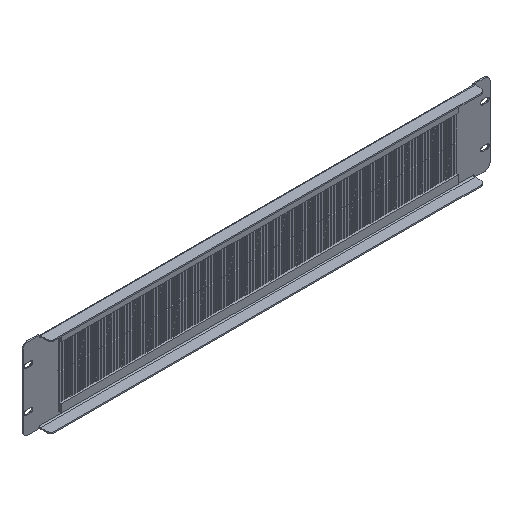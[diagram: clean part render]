
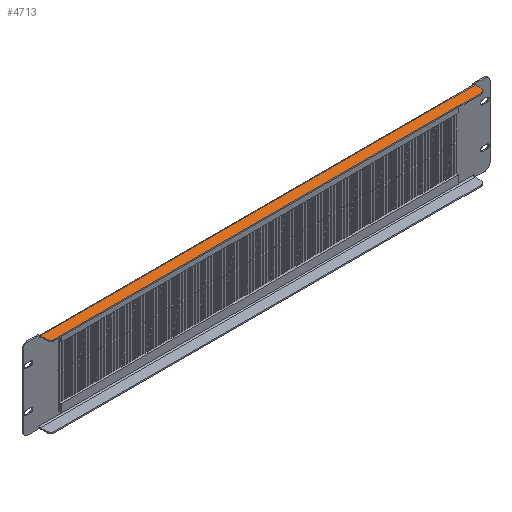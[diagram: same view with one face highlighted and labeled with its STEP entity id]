
A CAD part, isometric view. The second image highlights one B-rep face of the part: STEP entity #4713.
In plain terms, the highlighted planar face has unit normal (0, 0, 1).
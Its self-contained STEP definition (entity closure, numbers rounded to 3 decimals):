
#743 = AXIS2_PLACEMENT_3D ( 'NONE', #11113, #8816, #20443 ) ;
#758 = VECTOR ( 'NONE', #25428, 1000. ) ;
#1160 = VECTOR ( 'NONE', #23317, 1000. ) ;
#1199 = EDGE_CURVE ( 'NONE', #3993, #12937, #12442, .T. ) ;
#2094 = DIRECTION ( 'NONE',  ( 0., 0., 1. ) ) ;
#3016 = AXIS2_PLACEMENT_3D ( 'NONE', #6680, #11566, #23185 ) ;
#3993 = VERTEX_POINT ( 'NONE', #11680 ) ;
#4479 = CIRCLE ( 'NONE', #3016, 5. ) ;
#4713 = ADVANCED_FACE ( 'NONE', ( #30051 ), #17994, .T. ) ;
#5129 = CIRCLE ( 'NONE', #743, 5. ) ;
#5250 = EDGE_CURVE ( 'NONE', #21933, #16641, #14434, .T. ) ;
#5444 = ORIENTED_EDGE ( 'NONE', *, *, #1199, .F. ) ;
#6210 = VERTEX_POINT ( 'NONE', #15145 ) ;
#6680 = CARTESIAN_POINT ( 'NONE',  ( 263.25, -10.4, 50. ) ) ;
#7532 = LINE ( 'NONE', #9825, #758 ) ;
#7632 = CARTESIAN_POINT ( 'NONE',  ( -263.25, -15.4, 50. ) ) ;
#8431 = CARTESIAN_POINT ( 'NONE',  ( -268.25, -10.4, 50. ) ) ;
#8655 = AXIS2_PLACEMENT_3D ( 'NONE', #16311, #2094, #27304 ) ;
#8816 = DIRECTION ( 'NONE',  ( 0., 0., 1. ) ) ;
#9823 = ORIENTED_EDGE ( 'NONE', *, *, #22875, .T. ) ;
#9825 = CARTESIAN_POINT ( 'NONE',  ( 268.25, -15.4, 50. ) ) ;
#10546 = CARTESIAN_POINT ( 'NONE',  ( 0., -3., 50. ) ) ;
#10553 = VERTEX_POINT ( 'NONE', #10918 ) ;
#10918 = CARTESIAN_POINT ( 'NONE',  ( 268.25, -3., 50. ) ) ;
#11113 = CARTESIAN_POINT ( 'NONE',  ( -263.25, -10.4, 50. ) ) ;
#11566 = DIRECTION ( 'NONE',  ( 0., 0., 1. ) ) ;
#11680 = CARTESIAN_POINT ( 'NONE',  ( 263.25, -15.4, 50. ) ) ;
#12176 = ORIENTED_EDGE ( 'NONE', *, *, #5250, .F. ) ;
#12293 = DIRECTION ( 'NONE',  ( -1., 0., 0. ) ) ;
#12390 = ORIENTED_EDGE ( 'NONE', *, *, #22377, .T. ) ;
#12442 = LINE ( 'NONE', #19482, #19748 ) ;
#12937 = VERTEX_POINT ( 'NONE', #7632 ) ;
#14434 = LINE ( 'NONE', #23766, #1160 ) ;
#15145 = CARTESIAN_POINT ( 'NONE',  ( 268.25, -10.4, 50. ) ) ;
#15438 = LINE ( 'NONE', #10546, #26089 ) ;
#16311 = CARTESIAN_POINT ( 'NONE',  ( 0., 0., 50. ) ) ;
#16641 = VERTEX_POINT ( 'NONE', #29260 ) ;
#17994 = PLANE ( 'NONE',  #8655 ) ;
#19247 = EDGE_CURVE ( 'NONE', #3993, #6210, #4479, .T. ) ;
#19482 = CARTESIAN_POINT ( 'NONE',  ( -268.25, -15.4, 50. ) ) ;
#19748 = VECTOR ( 'NONE', #12293, 1000. ) ;
#20443 = DIRECTION ( 'NONE',  ( 0., -1., 0. ) ) ;
#21915 = EDGE_LOOP ( 'NONE', ( #12176, #9823, #5444, #28160, #27712, #12390 ) ) ;
#21933 = VERTEX_POINT ( 'NONE', #8431 ) ;
#22377 = EDGE_CURVE ( 'NONE', #10553, #16641, #15438, .T. ) ;
#22875 = EDGE_CURVE ( 'NONE', #21933, #12937, #5129, .T. ) ;
#23185 = DIRECTION ( 'NONE',  ( 0., -1., 0. ) ) ;
#23317 = DIRECTION ( 'NONE',  ( 0., 1., 0. ) ) ;
#23766 = CARTESIAN_POINT ( 'NONE',  ( -268.25, -1.5, 50. ) ) ;
#24732 = EDGE_CURVE ( 'NONE', #10553, #6210, #7532, .T. ) ;
#24755 = DIRECTION ( 'NONE',  ( -1., 0., 0. ) ) ;
#25428 = DIRECTION ( 'NONE',  ( 0., -1., 0. ) ) ;
#26089 = VECTOR ( 'NONE', #24755, 1000. ) ;
#27304 = DIRECTION ( 'NONE',  ( 0., -1., 0. ) ) ;
#27712 = ORIENTED_EDGE ( 'NONE', *, *, #24732, .F. ) ;
#28160 = ORIENTED_EDGE ( 'NONE', *, *, #19247, .T. ) ;
#29260 = CARTESIAN_POINT ( 'NONE',  ( -268.25, -3., 50. ) ) ;
#30051 = FACE_OUTER_BOUND ( 'NONE', #21915, .T. ) ;
